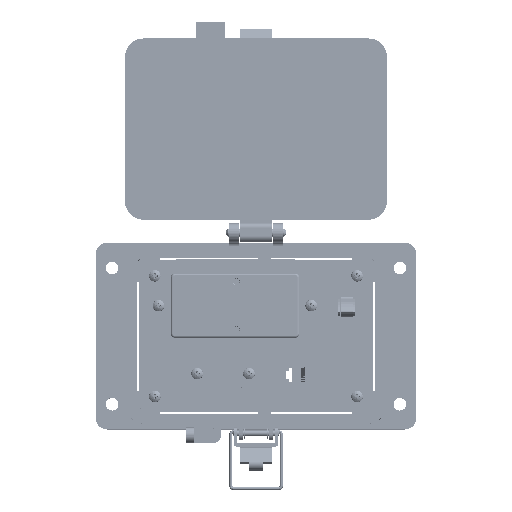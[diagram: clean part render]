
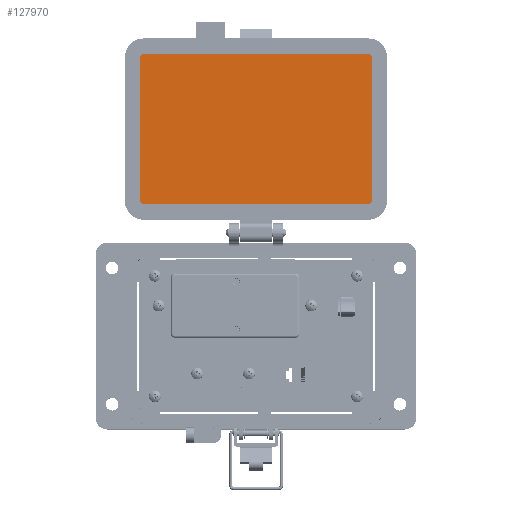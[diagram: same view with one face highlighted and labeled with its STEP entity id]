
A CAD part, top view. The second image highlights one B-rep face of the part: STEP entity #127970.
In plain terms, the highlighted planar face has unit normal (0, 0, 1).
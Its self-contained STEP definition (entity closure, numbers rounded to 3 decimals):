
#1820 = VECTOR ( 'NONE', #75335, 1000. ) ;
#5544 = CARTESIAN_POINT ( 'NONE',  ( -59.505, 143.334, 8.694 ) ) ;
#9934 = DIRECTION ( 'NONE',  ( 0., -1., 0. ) ) ;
#11343 = EDGE_CURVE ( 'NONE', #65115, #79632, #169853, .T. ) ;
#12176 = VERTEX_POINT ( 'NONE', #38532 ) ;
#15107 = CARTESIAN_POINT ( 'NONE',  ( -30.745, 145.119, 8.694 ) ) ;
#25961 = CIRCLE ( 'NONE', #97076, 1.785 ) ;
#31054 = DIRECTION ( 'NONE',  ( 0., -1., 0. ) ) ;
#36415 = CARTESIAN_POINT ( 'NONE',  ( 57.717, 67.765, 8.694 ) ) ;
#38244 = ORIENTED_EDGE ( 'NONE', *, *, #110512, .F. ) ;
#38532 = CARTESIAN_POINT ( 'NONE',  ( 59.502, 69.55, 8.694 ) ) ;
#45523 = VECTOR ( 'NONE', #54380, 1000. ) ;
#47265 = DIRECTION ( 'NONE',  ( 0., -1., 0. ) ) ;
#48367 = CARTESIAN_POINT ( 'NONE',  ( -57.72, 67.765, 8.694 ) ) ;
#49397 = DIRECTION ( 'NONE',  ( 0., 0., -1. ) ) ;
#53290 = CARTESIAN_POINT ( 'NONE',  ( -57.72, 143.334, 8.694 ) ) ;
#53806 = VERTEX_POINT ( 'NONE', #64822 ) ;
#54380 = DIRECTION ( 'NONE',  ( 1., 0., 0. ) ) ;
#58196 = AXIS2_PLACEMENT_3D ( 'NONE', #15107, #113491, #9934 ) ;
#63729 = CIRCLE ( 'NONE', #247900, 1.785 ) ;
#64822 = CARTESIAN_POINT ( 'NONE',  ( -59.505, 69.55, 8.694 ) ) ;
#65115 = VERTEX_POINT ( 'NONE', #166661 ) ;
#65431 = EDGE_CURVE ( 'NONE', #53806, #117235, #180855, .T. ) ;
#66096 = ORIENTED_EDGE ( 'NONE', *, *, #11343, .F. ) ;
#70788 = VERTEX_POINT ( 'NONE', #144880 ) ;
#72585 = ORIENTED_EDGE ( 'NONE', *, *, #212842, .F. ) ;
#75335 = DIRECTION ( 'NONE',  ( 0., -1., 0. ) ) ;
#79632 = VERTEX_POINT ( 'NONE', #223529 ) ;
#86436 = ORIENTED_EDGE ( 'NONE', *, *, #65431, .F. ) ;
#86605 = CARTESIAN_POINT ( 'NONE',  ( -57.72, 69.55, 8.694 ) ) ;
#90288 = DIRECTION ( 'NONE',  ( -1., 0., 0. ) ) ;
#92477 = FACE_OUTER_BOUND ( 'NONE', #97798, .T. ) ;
#97076 = AXIS2_PLACEMENT_3D ( 'NONE', #53290, #49397, #31054 ) ;
#97798 = EDGE_LOOP ( 'NONE', ( #38244, #86436, #152754, #72585, #146039, #199828, #210902, #66096 ) ) ;
#99479 = CARTESIAN_POINT ( 'NONE',  ( 57.717, 143.334, 8.694 ) ) ;
#102310 = DIRECTION ( 'NONE',  ( 0., 0., -1. ) ) ;
#108067 = AXIS2_PLACEMENT_3D ( 'NONE', #99479, #179419, #259403 ) ;
#110160 = EDGE_CURVE ( 'NONE', #70788, #53806, #63729, .T. ) ;
#110512 = EDGE_CURVE ( 'NONE', #117235, #65115, #25961, .T. ) ;
#113491 = DIRECTION ( 'NONE',  ( 0., 0., 1. ) ) ;
#117235 = VERTEX_POINT ( 'NONE', #5544 ) ;
#117333 = LINE ( 'NONE', #232746, #1820 ) ;
#127970 = ADVANCED_FACE ( 'NONE', ( #92477 ), #230195, .T. ) ;
#133516 = CIRCLE ( 'NONE', #158618, 1.785 ) ;
#136485 = CARTESIAN_POINT ( 'NONE',  ( 57.717, 69.55, 8.694 ) ) ;
#144880 = CARTESIAN_POINT ( 'NONE',  ( -57.72, 67.765, 8.694 ) ) ;
#146039 = ORIENTED_EDGE ( 'NONE', *, *, #245411, .F. ) ;
#150039 = CARTESIAN_POINT ( 'NONE',  ( 59.502, 143.334, 8.694 ) ) ;
#152754 = ORIENTED_EDGE ( 'NONE', *, *, #110160, .F. ) ;
#158618 = AXIS2_PLACEMENT_3D ( 'NONE', #136485, #102310, #238698 ) ;
#166661 = CARTESIAN_POINT ( 'NONE',  ( -57.72, 145.119, 8.694 ) ) ;
#169853 = LINE ( 'NONE', #190775, #45523 ) ;
#179419 = DIRECTION ( 'NONE',  ( 0., 0., -1. ) ) ;
#180855 = LINE ( 'NONE', #200522, #220327 ) ;
#186463 = VECTOR ( 'NONE', #90288, 1000. ) ;
#190775 = CARTESIAN_POINT ( 'NONE',  ( 57.717, 145.119, 8.694 ) ) ;
#191662 = CIRCLE ( 'NONE', #108067, 1.785 ) ;
#199828 = ORIENTED_EDGE ( 'NONE', *, *, #237609, .F. ) ;
#200522 = CARTESIAN_POINT ( 'NONE',  ( -59.505, 143.334, 8.694 ) ) ;
#210902 = ORIENTED_EDGE ( 'NONE', *, *, #246312, .F. ) ;
#212842 = EDGE_CURVE ( 'NONE', #259246, #70788, #229330, .T. ) ;
#220327 = VECTOR ( 'NONE', #243740, 1000. ) ;
#223529 = CARTESIAN_POINT ( 'NONE',  ( 57.717, 145.119, 8.694 ) ) ;
#229330 = LINE ( 'NONE', #48367, #186463 ) ;
#230195 = PLANE ( 'NONE',  #58196 ) ;
#231730 = VERTEX_POINT ( 'NONE', #150039 ) ;
#232746 = CARTESIAN_POINT ( 'NONE',  ( 59.502, 69.55, 8.694 ) ) ;
#237609 = EDGE_CURVE ( 'NONE', #231730, #12176, #117333, .T. ) ;
#238698 = DIRECTION ( 'NONE',  ( 0., -1., 0. ) ) ;
#243740 = DIRECTION ( 'NONE',  ( 0., 1., 0. ) ) ;
#245411 = EDGE_CURVE ( 'NONE', #12176, #259246, #133516, .T. ) ;
#246312 = EDGE_CURVE ( 'NONE', #79632, #231730, #191662, .T. ) ;
#246572 = DIRECTION ( 'NONE',  ( 0., 0., -1. ) ) ;
#247900 = AXIS2_PLACEMENT_3D ( 'NONE', #86605, #246572, #47265 ) ;
#259246 = VERTEX_POINT ( 'NONE', #36415 ) ;
#259403 = DIRECTION ( 'NONE',  ( 0., -1., 0. ) ) ;
